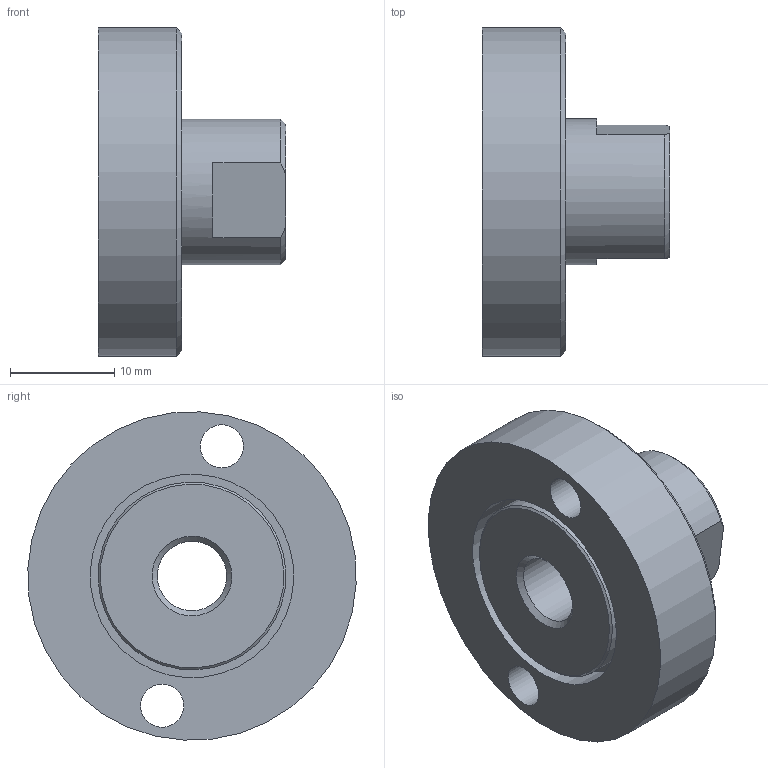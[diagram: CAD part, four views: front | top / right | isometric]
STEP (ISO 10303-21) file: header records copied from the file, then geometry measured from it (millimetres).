
FILE_DESCRIPTION((''),'2;1');
FILE_NAME('KU0017020.stp','2018-10-26T13:45:17',('BELMIR'),(''),'Autodesk Inventor 2013','Autodesk Inventor 2013','');
FILE_SCHEMA(('AUTOMOTIVE_DESIGN { 1 0 10303 214 1 1 1 1 }'));
Length unit declared in the file: millimetre
Products named in the file (3): UG201420050; BS40441; GH40275
Assembly tree (2 placements, depth 2):
  UG201420050
    BS40441
    GH40275
Bounding box: 18 x 31.46 x 31.46 mm (x, y, z)
Volume: 6597.7 mm3; surface area: 4139 mm2
Topology: 2 solids, 2 shells, 26 faces, 57 edges, 37 vertices
Faces by surface type: plane 10, cylinder 8, cone 7, torus 1
Full cylindrical faces by diameter (mm): 4.134 x2, 6.647 x1, 14 x1, 15 x1, 18 x1, 19.5 x1, 31.5 x1
Entity records: 724 total; most frequent: DIRECTION 124, CARTESIAN_POINT 111, ORIENTED_EDGE 78, AXIS2_PLACEMENT_3D 58, EDGE_LOOP 50, EDGE_CURVE 39, VERTEX_POINT 33, CIRCLE 27
